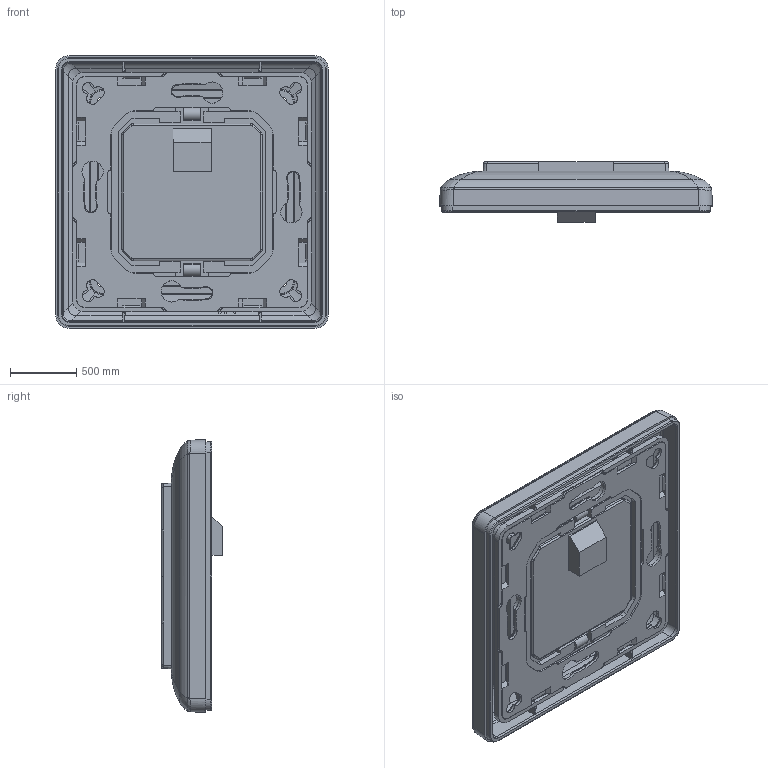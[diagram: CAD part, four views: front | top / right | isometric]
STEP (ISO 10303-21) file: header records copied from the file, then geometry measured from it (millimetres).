
FILE_DESCRIPTION((''),'2;1');
FILE_NAME('ASM0001_ASM_53_ASM','2025-01-20T16:06:37',('86181'),(''),'CREO PARAMETRIC BY PTC INC, 2018050','CREO PARAMETRIC BY PTC INC, 2018050','');
FILE_SCHEMA(('AUTOMOTIVE_DESIGN { 1 0 10303 214 1 1 1 1 }'));
Length unit declared in the file: inch
Products named in the file (10): PCB_17; WALL-BRACKET_19; TOP-1_2; MP_1; BOTTOM-2_5; MT_1; H151041-2_3; KEY-4; PRT0003; ASM0001_ASM_53_ASM
Assembly tree (9 placements, depth 2):
  ASM0001_ASM_53_ASM
    PCB_17
    WALL-BRACKET_19
    TOP-1_2
    MP_1
    BOTTOM-2_5
    MT_1
    H151041-2_3
    KEY-4
    PRT0003
Bounding box: 2055.63 x 454.66 x 2055.63 mm (x, y, z)
Volume: 1091784705.9 mm3; surface area: 30655214.6 mm2
Topology: 11 solids, 15 shells, 877 faces, 2529 edges, 1674 vertices
Faces by surface type: plane 495, cylinder 270, bspline 76, cone 32, torus 4
Entity records: 35986 total; most frequent: CARTESIAN_POINT 9907, ORIENTED_EDGE 5058, DIRECTION 4405, EDGE_CURVE 2529, VERTEX_POINT 1674, VECTOR 1637, LINE 1637, AXIS2_PLACEMENT_3D 1384
